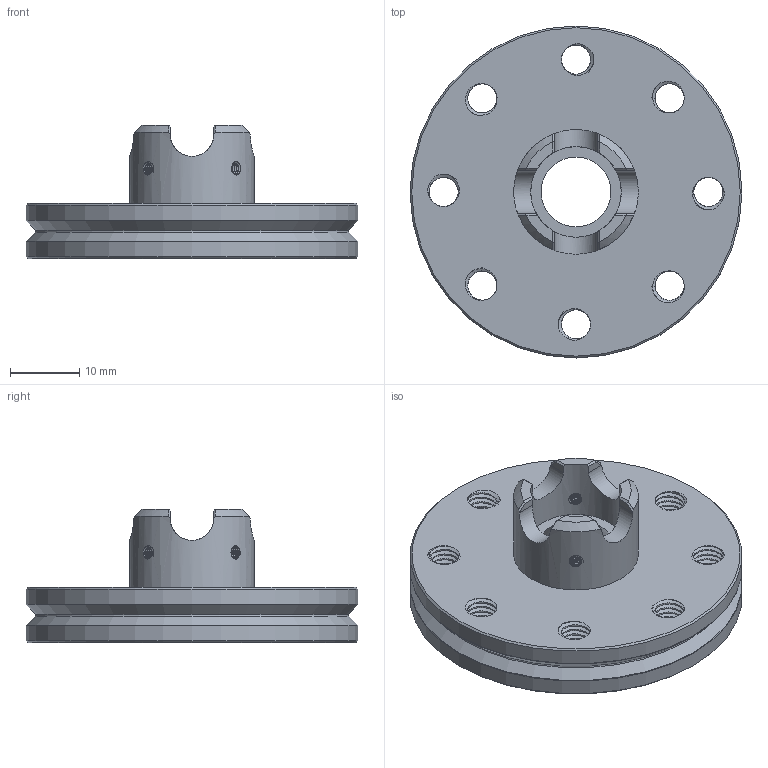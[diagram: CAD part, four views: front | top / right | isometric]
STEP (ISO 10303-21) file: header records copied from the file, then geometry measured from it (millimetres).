
FILE_DESCRIPTION(/* description */ (''),/* implementation_level */ '2;1');
FILE_NAME(/* name */ 'DAC-standard-piston-v1.step',/* time_stamp */ '2025-05-29T15:32:40+01:00',/* author */ (''),/* organization */ (''),/* preprocessor_version */ 'ST-DEVELOPER v20.1',/* originating_system */ 'Autodesk Translation Framework v14.10.0.0',/* authorisation */ '');
FILE_SCHEMA (('AUTOMOTIVE_DESIGN { 1 0 10303 214 3 1 1 }'));
Length unit declared in the file: millimetre
Products named in the file (2): DAC-standard-piston; DAC-standard-piston_1
Assembly tree (1 placements, depth 2):
  DAC-standard-piston
    DAC-standard-piston_1
Bounding box: 48 x 48 x 19.3 mm (x, y, z)
Volume: 11831.2 mm3; surface area: 7247.2 mm2
Topology: 1 solids, 1 shells, 324 faces, 970 edges, 649 vertices
Faces by surface type: cylinder 242, bspline 40, plane 29, cone 12, torus 1
Full cylindrical faces by diameter (mm): 1.623 x6, 2.074 x12, 4.234 x40, 5.12 x16, 13.1 x1, 18 x1, 48 x2
Entity records: 26304 total; most frequent: CARTESIAN_POINT 18770, ORIENTED_EDGE 1940, DIRECTION 994, EDGE_CURVE 970, VERTEX_POINT 649, B_SPLINE_CURVE_WITH_KNOTS 603, AXIS2_PLACEMENT_3D 363, EDGE_LOOP 351
